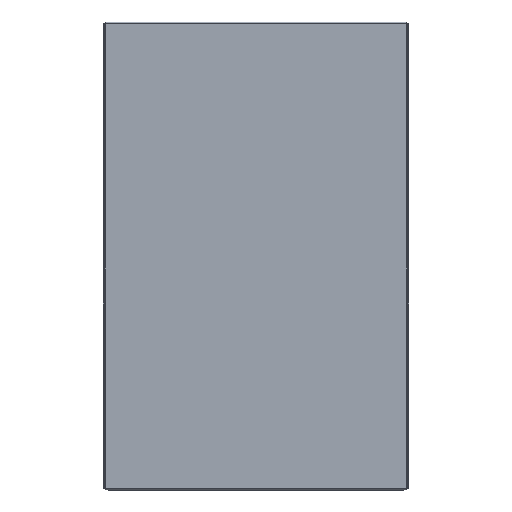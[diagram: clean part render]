
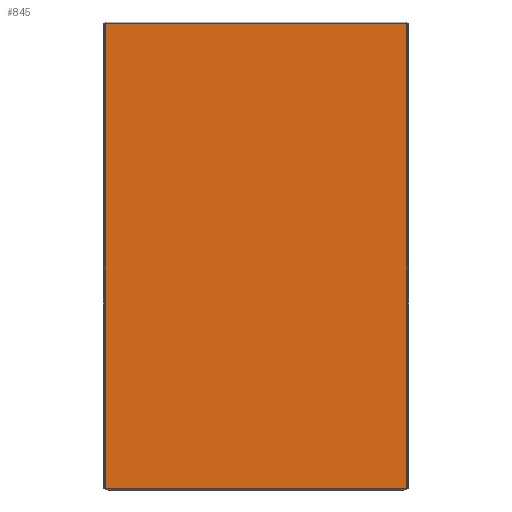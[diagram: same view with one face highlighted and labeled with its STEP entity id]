
A CAD part, top view. The second image highlights one B-rep face of the part: STEP entity #845.
In plain terms, the highlighted planar face has unit normal (0, 0, 1).
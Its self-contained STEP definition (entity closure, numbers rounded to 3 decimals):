
#5 = VERTEX_POINT ( 'NONE', #540 ) ;
#14 = AXIS2_PLACEMENT_3D ( 'NONE', #70, #343, #79 ) ;
#32 = FACE_OUTER_BOUND ( 'NONE', #1336, .T. ) ;
#70 = CARTESIAN_POINT ( 'NONE',  ( 0., 0., 0. ) ) ;
#79 = DIRECTION ( 'NONE',  ( 1., 0., 0. ) ) ;
#107 = EDGE_CURVE ( 'NONE', #338, #5, #361, .T. ) ;
#172 = ORIENTED_EDGE ( 'NONE', *, *, #1329, .T. ) ;
#244 = VECTOR ( 'NONE', #356, 1000. ) ;
#328 = LINE ( 'NONE', #1262, #244 ) ;
#338 = VERTEX_POINT ( 'NONE', #1009 ) ;
#343 = DIRECTION ( 'NONE',  ( 0., 0., 1. ) ) ;
#355 = CARTESIAN_POINT ( 'NONE',  ( -253., -384.5, 0. ) ) ;
#356 = DIRECTION ( 'NONE',  ( 0., -1., 0. ) ) ;
#361 = LINE ( 'NONE', #711, #800 ) ;
#417 = VECTOR ( 'NONE', #1514, 1000. ) ;
#540 = CARTESIAN_POINT ( 'NONE',  ( -250., 384.5, 0. ) ) ;
#711 = CARTESIAN_POINT ( 'NONE',  ( -253., 384.5, 0. ) ) ;
#720 = CARTESIAN_POINT ( 'NONE',  ( -250., -384.5, 0. ) ) ;
#766 = EDGE_CURVE ( 'NONE', #1431, #5, #1620, .T. ) ;
#800 = VECTOR ( 'NONE', #1078, 1000. ) ;
#845 = ADVANCED_FACE ( 'NONE', ( #32 ), #1648, .T. ) ;
#860 = EDGE_CURVE ( 'NONE', #338, #886, #328, .T. ) ;
#886 = VERTEX_POINT ( 'NONE', #1548 ) ;
#901 = ORIENTED_EDGE ( 'NONE', *, *, #107, .T. ) ;
#1009 = CARTESIAN_POINT ( 'NONE',  ( 250., 384.5, 0. ) ) ;
#1034 = CARTESIAN_POINT ( 'NONE',  ( -250., -384.5, 0. ) ) ;
#1062 = LINE ( 'NONE', #355, #417 ) ;
#1078 = DIRECTION ( 'NONE',  ( -1., 0., 0. ) ) ;
#1137 = VECTOR ( 'NONE', #1248, 1000. ) ;
#1237 = ORIENTED_EDGE ( 'NONE', *, *, #766, .F. ) ;
#1248 = DIRECTION ( 'NONE',  ( 0., 1., 0. ) ) ;
#1262 = CARTESIAN_POINT ( 'NONE',  ( 250., 384.5, 0. ) ) ;
#1329 = EDGE_CURVE ( 'NONE', #1431, #886, #1062, .T. ) ;
#1336 = EDGE_LOOP ( 'NONE', ( #901, #1237, #172, #1539 ) ) ;
#1431 = VERTEX_POINT ( 'NONE', #1034 ) ;
#1514 = DIRECTION ( 'NONE',  ( 1., 0., 0. ) ) ;
#1539 = ORIENTED_EDGE ( 'NONE', *, *, #860, .F. ) ;
#1548 = CARTESIAN_POINT ( 'NONE',  ( 250., -384.5, 0. ) ) ;
#1620 = LINE ( 'NONE', #720, #1137 ) ;
#1648 = PLANE ( 'NONE',  #14 ) ;
